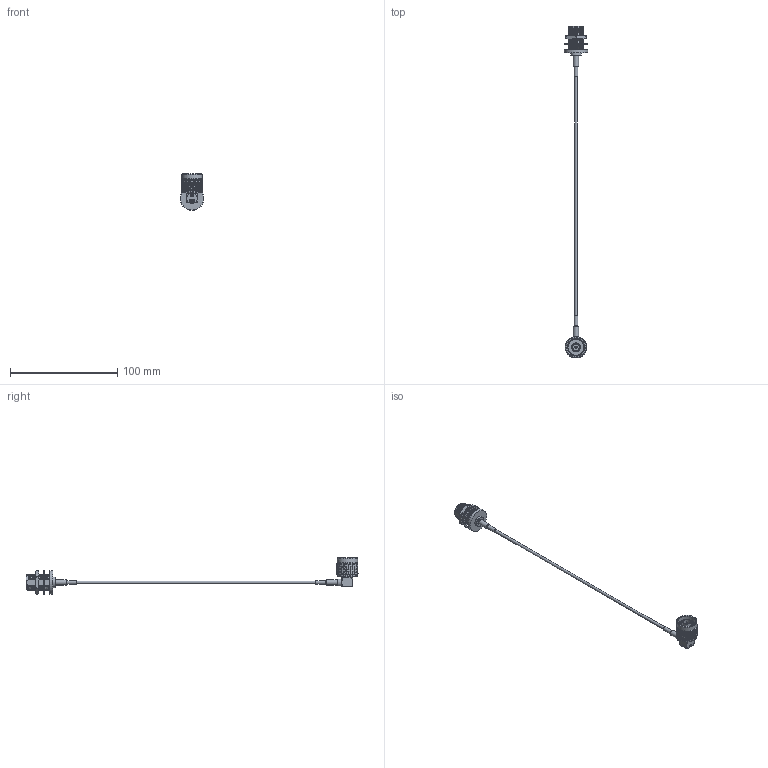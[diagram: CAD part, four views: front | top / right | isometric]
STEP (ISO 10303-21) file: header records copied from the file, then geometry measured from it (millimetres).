
FILE_DESCRIPTION(/* description */ ('Unknown'),/* implementation_level */ '2;1');
FILE_NAME(/* name */ '65506411630501',/* time_stamp */ '2022-04-20T17:11:09+02:00',/* author */ ('Unknown'),/* organization */ ('Unknown'),/* preprocessor_version */ 'ST-DEVELOPER v16.7',/* originating_system */ 'Solid Edge',/* authorisation */ 'Unknown');
FILE_SCHEMA (('AUTOMOTIVE_DESIGN {1 0 10303 214 3 1 1}'));
Products named in the file (1): 65506411630501
Bounding box: 22 x 309.8 x 34 mm (x, y, z)
Volume: 10294 mm3; surface area: 13212.9 mm2
Topology: 2 solids, 2 shells, 1798 faces, 4138 edges, 2329 vertices
Faces by surface type: bspline 1004, cylinder 422, plane 233, cone 130, torus 9
Full cylindrical faces by diameter (mm): 0.52 x1, 1.53 x1, 1.6 x2, 1.7 x1, 1.75 x1, 2.1 x1, 2.2 x1, 2.5 x1, 2.6 x1, 3.04 x1, 3.2 x1, 3.6 x2, 4.9 x2, 5.76 x1, 5.85 x1, 5.9 x1, 6 x1, 6.4 x1, 6.95 x1, 7 x4, 7.3 x1, 7.7 x1, 7.9 x1, 8 x1, 8.2 x1, 8.6 x1, 9 x1, 9.8 x1, 10.15 x1, 15.8 x1
Entity records: 209671 total; most frequent: CARTESIAN_POINT 169174, ORIENTED_EDGE 8008, EDGE_CURVE 4004, DIRECTION 3205, VERTEX_POINT 2285, FACE_BOUND 1965, EDGE_LOOP 1964, ADVANCED_FACE 1796
